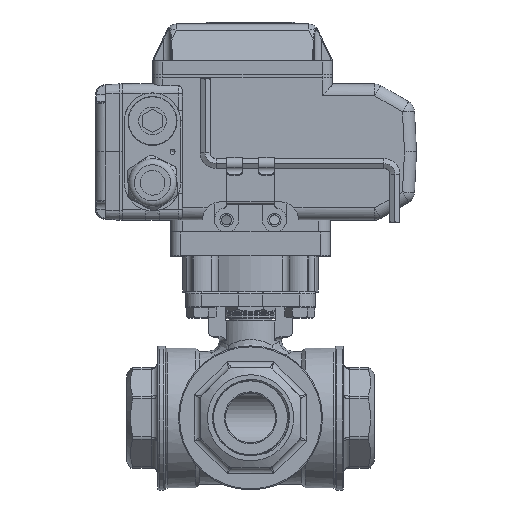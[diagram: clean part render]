
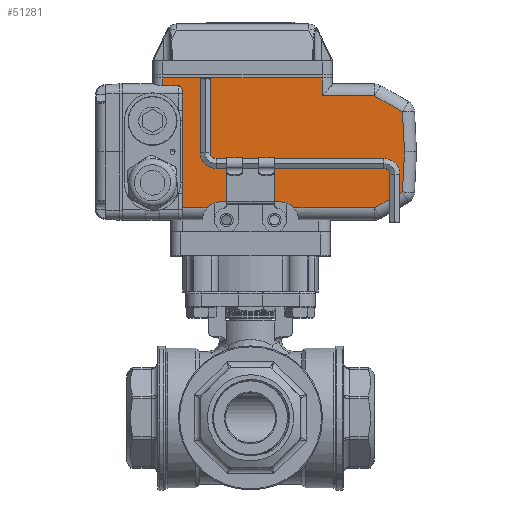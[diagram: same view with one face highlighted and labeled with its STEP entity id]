
A CAD part, top view. The second image highlights one B-rep face of the part: STEP entity #51281.
In plain terms, the highlighted face is planar.
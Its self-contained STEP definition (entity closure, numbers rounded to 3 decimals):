
#1444=B_SPLINE_CURVE_WITH_KNOTS('',3,(#109603,#109604,#109605,#109606,#109607,
#109608,#109609),.UNSPECIFIED.,.F.,.F.,(4,1,1,1,4),(0.,
0.001,0.003,0.004,0.005),
 .UNSPECIFIED.);
#4120=CIRCLE('',#55288,9.);
#4121=CIRCLE('',#55289,9.);
#11606=ORIENTED_EDGE('',*,*,#24089,.T.);
#11607=ORIENTED_EDGE('',*,*,#24090,.F.);
#11608=ORIENTED_EDGE('',*,*,#24091,.F.);
#11609=ORIENTED_EDGE('',*,*,#24092,.F.);
#11610=ORIENTED_EDGE('',*,*,#24093,.T.);
#11611=ORIENTED_EDGE('',*,*,#24094,.T.);
#11612=ORIENTED_EDGE('',*,*,#24095,.T.);
#11613=ORIENTED_EDGE('',*,*,#24096,.T.);
#11614=ORIENTED_EDGE('',*,*,#24097,.T.);
#11615=ORIENTED_EDGE('',*,*,#24098,.T.);
#11616=ORIENTED_EDGE('',*,*,#23196,.F.);
#11617=ORIENTED_EDGE('',*,*,#23179,.F.);
#11618=ORIENTED_EDGE('',*,*,#24088,.T.);
#11619=ORIENTED_EDGE('',*,*,#24099,.T.);
#11620=ORIENTED_EDGE('',*,*,#24100,.T.);
#11621=ORIENTED_EDGE('',*,*,#24101,.T.);
#11622=ORIENTED_EDGE('',*,*,#24102,.T.);
#11623=ORIENTED_EDGE('',*,*,#24103,.T.);
#23179=EDGE_CURVE('',#30101,#30094,#34811,.T.);
#23196=EDGE_CURVE('',#30094,#30118,#34816,.T.);
#24088=EDGE_CURVE('',#30101,#30666,#35218,.T.);
#24089=EDGE_CURVE('',#30667,#30668,#35219,.T.);
#24090=EDGE_CURVE('',#30669,#30668,#4120,.T.);
#24091=EDGE_CURVE('',#30670,#30669,#35220,.T.);
#24092=EDGE_CURVE('',#30671,#30670,#4121,.T.);
#24093=EDGE_CURVE('',#30671,#30672,#35221,.T.);
#24094=EDGE_CURVE('',#30672,#30673,#35222,.T.);
#24095=EDGE_CURVE('',#30673,#30674,#35223,.T.);
#24096=EDGE_CURVE('',#30674,#30675,#35224,.T.);
#24097=EDGE_CURVE('',#30675,#30676,#35225,.T.);
#24098=EDGE_CURVE('',#30676,#30118,#35226,.T.);
#24099=EDGE_CURVE('',#30666,#30677,#35227,.T.);
#24100=EDGE_CURVE('',#30677,#30678,#1444,.T.);
#24101=EDGE_CURVE('',#30678,#30679,#35228,.T.);
#24102=EDGE_CURVE('',#30679,#30680,#35229,.T.);
#24103=EDGE_CURVE('',#30680,#30667,#35230,.T.);
#30094=VERTEX_POINT('',#107625);
#30101=VERTEX_POINT('',#107638);
#30118=VERTEX_POINT('',#107675);
#30666=VERTEX_POINT('',#109578);
#30667=VERTEX_POINT('',#109582);
#30668=VERTEX_POINT('',#109583);
#30669=VERTEX_POINT('',#109585);
#30670=VERTEX_POINT('',#109587);
#30671=VERTEX_POINT('',#109589);
#30672=VERTEX_POINT('',#109591);
#30673=VERTEX_POINT('',#109593);
#30674=VERTEX_POINT('',#109595);
#30675=VERTEX_POINT('',#109597);
#30676=VERTEX_POINT('',#109599);
#30677=VERTEX_POINT('',#109602);
#30678=VERTEX_POINT('',#109610);
#30679=VERTEX_POINT('',#109612);
#30680=VERTEX_POINT('',#109614);
#34811=LINE('',#107639,#38831);
#34816=LINE('',#107674,#38836);
#35218=LINE('',#109579,#39238);
#35219=LINE('',#109581,#39239);
#35220=LINE('',#109586,#39240);
#35221=LINE('',#109590,#39241);
#35222=LINE('',#109592,#39242);
#35223=LINE('',#109594,#39243);
#35224=LINE('',#109596,#39244);
#35225=LINE('',#109598,#39245);
#35226=LINE('',#109600,#39246);
#35227=LINE('',#109601,#39247);
#35228=LINE('',#109611,#39248);
#35229=LINE('',#109613,#39249);
#35230=LINE('',#109615,#39250);
#38831=VECTOR('',#61724,1000.);
#38836=VECTOR('',#61757,1000.);
#39238=VECTOR('',#63695,1000.);
#39239=VECTOR('',#63698,1000.);
#39240=VECTOR('',#63701,1000.);
#39241=VECTOR('',#63704,1000.);
#39242=VECTOR('',#63705,1000.);
#39243=VECTOR('',#63706,1000.);
#39244=VECTOR('',#63707,1000.);
#39245=VECTOR('',#63708,1000.);
#39246=VECTOR('',#63709,1000.);
#39247=VECTOR('',#63710,1000.);
#39248=VECTOR('',#63711,1000.);
#39249=VECTOR('',#63712,1000.);
#39250=VECTOR('',#63713,1000.);
#42926=EDGE_LOOP('',(#11606,#11607,#11608,#11609,#11610,#11611,#11612,#11613,
#11614,#11615,#11616,#11617,#11618,#11619,#11620,#11621,#11622,#11623));
#46538=FACE_BOUND('',#42926,.T.);
#49327=PLANE('',#55287);
#51281=ADVANCED_FACE('',(#46538),#49327,.F.);
#55287=AXIS2_PLACEMENT_3D('',#109580,#63696,#63697);
#55288=AXIS2_PLACEMENT_3D('',#109584,#63699,#63700);
#55289=AXIS2_PLACEMENT_3D('',#109588,#63702,#63703);
#61724=DIRECTION('',(-1.,0.,0.));
#61757=DIRECTION('',(0.,0.,1.));
#63695=DIRECTION('',(0.,0.,1.));
#63696=DIRECTION('',(0.,1.,0.));
#63697=DIRECTION('',(0.,0.,1.));
#63698=DIRECTION('',(-1.,0.,0.));
#63699=DIRECTION('',(0.,-1.,0.));
#63700=DIRECTION('',(0.,0.,1.));
#63701=DIRECTION('',(1.,0.,0.));
#63702=DIRECTION('',(0.,-1.,0.));
#63703=DIRECTION('',(0.,0.,-1.));
#63704=DIRECTION('',(-1.,0.,0.));
#63705=DIRECTION('',(-0.866,0.,-0.5));
#63706=DIRECTION('',(-0.05,0.,-0.999));
#63707=DIRECTION('',(0.05,0.,-0.999));
#63708=DIRECTION('',(0.866,0.,-0.5));
#63709=DIRECTION('',(1.,0.,0.));
#63710=DIRECTION('',(-1.,0.,0.));
#63711=DIRECTION('',(0.,0.,1.));
#63712=DIRECTION('',(0.,0.,1.));
#63713=DIRECTION('',(0.,0.,1.));
#107625=CARTESIAN_POINT('',(-36.,-43.,-37.));
#107638=CARTESIAN_POINT('',(44.,-43.,-37.));
#107639=CARTESIAN_POINT('',(44.,-43.,-37.));
#107674=CARTESIAN_POINT('',(-36.,-43.,-37.));
#107675=CARTESIAN_POINT('',(-36.,-43.,-28.));
#109578=CARTESIAN_POINT('',(44.,-43.,-33.));
#109579=CARTESIAN_POINT('',(44.,-43.,-37.));
#109580=CARTESIAN_POINT('',(-62.144,-43.,-28.));
#109581=CARTESIAN_POINT('',(-62.144,-43.,28.));
#109582=CARTESIAN_POINT('',(34.,-43.,28.));
#109583=CARTESIAN_POINT('',(21.708,-43.,28.));
#109584=CARTESIAN_POINT('',(15.,-43.,34.));
#109585=CARTESIAN_POINT('',(15.,-43.,25.));
#109586=CARTESIAN_POINT('',(-15.,-43.,25.));
#109587=CARTESIAN_POINT('',(-15.,-43.,25.));
#109588=CARTESIAN_POINT('',(-15.,-43.,34.));
#109589=CARTESIAN_POINT('',(-21.708,-43.,28.));
#109590=CARTESIAN_POINT('',(-62.144,-43.,28.));
#109591=CARTESIAN_POINT('',(-62.144,-43.,28.));
#109592=CARTESIAN_POINT('',(-76.,-43.,20.));
#109593=CARTESIAN_POINT('',(-76.,-43.,20.));
#109594=CARTESIAN_POINT('',(-77.007,-43.,-0.297));
#109595=CARTESIAN_POINT('',(-76.993,-43.,0.));
#109596=CARTESIAN_POINT('',(-76.,-43.,-20.));
#109597=CARTESIAN_POINT('',(-76.,-43.,-20.));
#109598=CARTESIAN_POINT('',(-62.144,-43.,-28.));
#109599=CARTESIAN_POINT('',(-62.144,-43.,-28.));
#109600=CARTESIAN_POINT('',(-36.,-43.,-28.));
#109601=CARTESIAN_POINT('',(44.,-43.,-33.));
#109602=CARTESIAN_POINT('',(36.,-43.,-33.));
#109603=CARTESIAN_POINT('',(36.,-43.,-33.));
#109604=CARTESIAN_POINT('',(35.576,-43.,-33.));
#109605=CARTESIAN_POINT('',(34.756,-43.,-32.643));
#109606=CARTESIAN_POINT('',(34.128,-43.,-31.495));
#109607=CARTESIAN_POINT('',(33.99,-43.,-30.249));
#109608=CARTESIAN_POINT('',(34.,-43.,-29.417));
#109609=CARTESIAN_POINT('',(34.,-43.,-29.));
#109610=CARTESIAN_POINT('',(34.,-43.,-29.));
#109611=CARTESIAN_POINT('',(34.,-43.,34.));
#109612=CARTESIAN_POINT('',(34.,-43.,-20.696));
#109613=CARTESIAN_POINT('',(34.,-43.,34.));
#109614=CARTESIAN_POINT('',(34.,-43.,20.696));
#109615=CARTESIAN_POINT('',(34.,-43.,34.));
